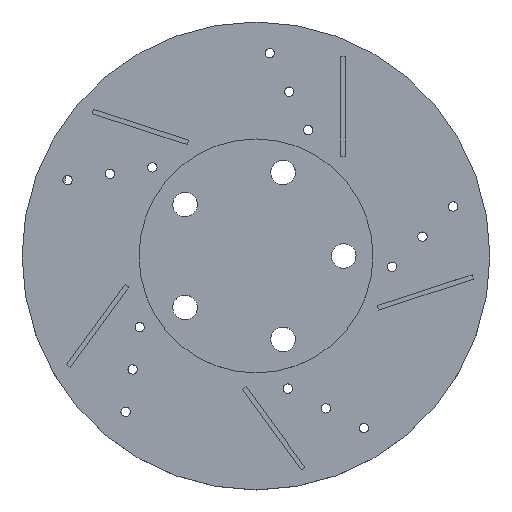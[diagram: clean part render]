
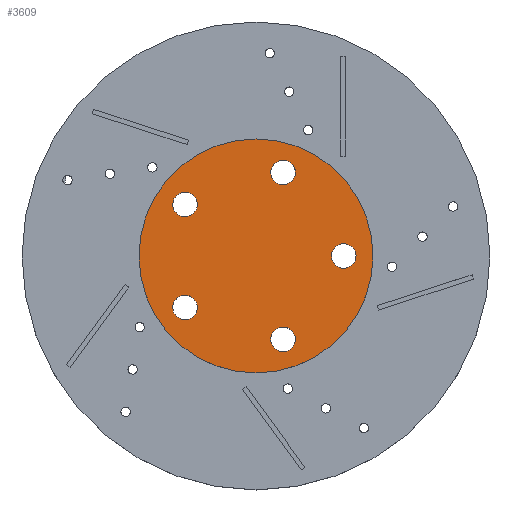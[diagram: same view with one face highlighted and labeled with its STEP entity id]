
A CAD part, top view. The second image highlights one B-rep face of the part: STEP entity #3609.
In plain terms, the highlighted planar face has unit normal (0, 0, 1).
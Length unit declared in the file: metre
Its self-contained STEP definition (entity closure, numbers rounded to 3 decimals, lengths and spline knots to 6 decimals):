
#236 = CARTESIAN_POINT('NONE', (-0.0762, 0, -0));
#237 = VERTEX_POINT('NONE', #236);
#240 = CARTESIAN_POINT('NONE', (0.049149, 0., -0));
#241 = VERTEX_POINT('NONE', #240);
#244 = CARTESIAN_POINT('NONE', (0.015188, -0.046743, -0));
#245 = VERTEX_POINT('NONE', #244);
#248 = CARTESIAN_POINT('NONE', (-0.039762, -0.028889, -0));
#249 = VERTEX_POINT('NONE', #248);
#252 = CARTESIAN_POINT('NONE', (-0.039762, 0.028889, -0));
#253 = VERTEX_POINT('NONE', #252);
#256 = CARTESIAN_POINT('NONE', (0.015188, 0.046743, -0));
#257 = VERTEX_POINT('NONE', #256);
#1196 = DIRECTION('NONE', (-1, 0, -0));
#1197 = DIRECTION('NONE', (0, -0, -1));
#1198 = CARTESIAN_POINT('NONE', (0, -0, -0));
#1199 = AXIS2_PLACEMENT_3D('NONE', #1198, #1197, #1196);
#1200 = CIRCLE('NONE', #1199, 0.0762);
#1210 = DIRECTION('NONE', (-1, 0., -0));
#1211 = DIRECTION('NONE', (0, -0, 1));
#1212 = CARTESIAN_POINT('NONE', (0.05715, 0, 0));
#1213 = AXIS2_PLACEMENT_3D('NONE', #1212, #1211, #1210);
#1214 = CIRCLE('NONE', #1213, 0.008001);
#1224 = DIRECTION('NONE', (-0.309, 0.951, -0));
#1225 = DIRECTION('NONE', (-0, 0, 1));
#1226 = CARTESIAN_POINT('NONE', (0.01766, -0.054353, -0));
#1227 = AXIS2_PLACEMENT_3D('NONE', #1226, #1225, #1224);
#1228 = CIRCLE('NONE', #1227, 0.008001);
#1238 = DIRECTION('NONE', (0.809, 0.588, -0));
#1239 = DIRECTION('NONE', (0, 0, 1));
#1240 = CARTESIAN_POINT('NONE', (-0.046235, -0.033592, -0));
#1241 = AXIS2_PLACEMENT_3D('NONE', #1240, #1239, #1238);
#1242 = CIRCLE('NONE', #1241, 0.008001);
#1252 = DIRECTION('NONE', (0.809, -0.588, -0));
#1253 = DIRECTION('NONE', (0, 0, 1));
#1254 = CARTESIAN_POINT('NONE', (-0.046235, 0.033592, 0));
#1255 = AXIS2_PLACEMENT_3D('NONE', #1254, #1253, #1252);
#1256 = CIRCLE('NONE', #1255, 0.008001);
#1266 = DIRECTION('NONE', (-0.309, -0.951, -0));
#1267 = DIRECTION('NONE', (0, -0, 1));
#1268 = CARTESIAN_POINT('NONE', (0.01766, 0.054353, 0));
#1269 = AXIS2_PLACEMENT_3D('NONE', #1268, #1267, #1266);
#1270 = CIRCLE('NONE', #1269, 0.008001);
#1988 = EDGE_CURVE('NONE', #237, #237, #1200, .T.);
#1991 = EDGE_CURVE('NONE', #241, #241, #1214, .T.);
#1994 = EDGE_CURVE('NONE', #245, #245, #1228, .T.);
#1997 = EDGE_CURVE('NONE', #249, #249, #1242, .T.);
#2000 = EDGE_CURVE('NONE', #253, #253, #1256, .T.);
#2003 = EDGE_CURVE('NONE', #257, #257, #1270, .T.);
#2593 = CARTESIAN_POINT('NONE', (0, 0, -0));
#2594 = DIRECTION('NONE', (0, -0, -1));
#2595 = AXIS2_PLACEMENT_3D('NONE', #2593, #2594, $);
#2596 = PLANE('NONE', #2595);
#3591 = ORIENTED_EDGE('NONE', *, *, #1988, .T.);
#3592 = ORIENTED_EDGE('NONE', *, *, #1991, .T.);
#3593 = ORIENTED_EDGE('NONE', *, *, #1994, .T.);
#3594 = ORIENTED_EDGE('NONE', *, *, #1997, .T.);
#3595 = ORIENTED_EDGE('NONE', *, *, #2000, .T.);
#3596 = ORIENTED_EDGE('NONE', *, *, #2003, .T.);
#3597 = EDGE_LOOP('NONE', (#3591));
#3598 = FACE_BOUND('NONE', #3597, .T.);
#3599 = EDGE_LOOP('NONE', (#3592));
#3600 = FACE_BOUND('NONE', #3599, .T.);
#3601 = EDGE_LOOP('NONE', (#3593));
#3602 = FACE_BOUND('NONE', #3601, .T.);
#3603 = EDGE_LOOP('NONE', (#3594));
#3604 = FACE_BOUND('NONE', #3603, .T.);
#3605 = EDGE_LOOP('NONE', (#3595));
#3606 = FACE_BOUND('NONE', #3605, .T.);
#3607 = EDGE_LOOP('NONE', (#3596));
#3608 = FACE_BOUND('NONE', #3607, .T.);
#3609 = ADVANCED_FACE('NONE', (#3598, #3600, #3602, #3604, #3606, #3608), #2596, .F.);
